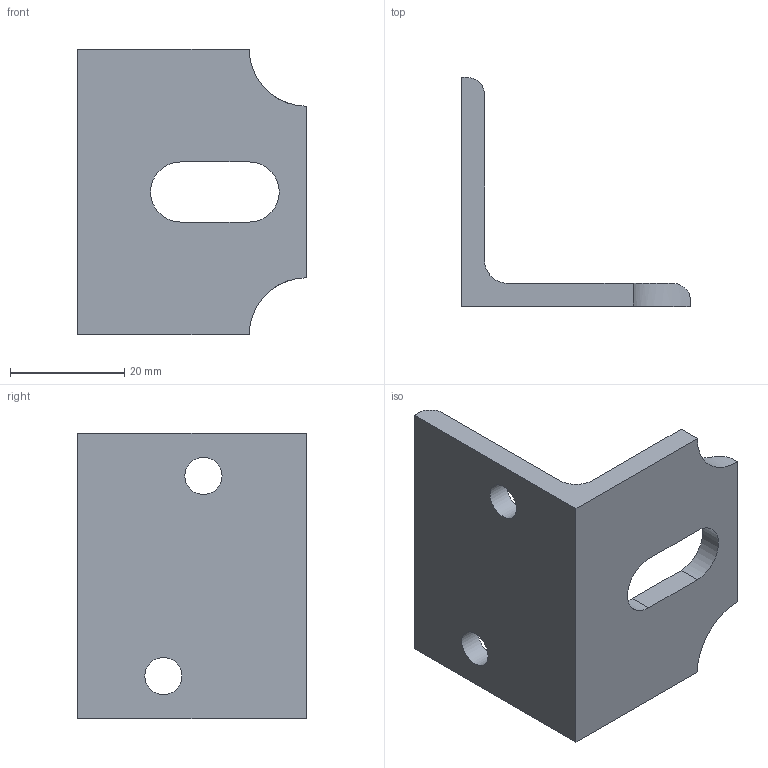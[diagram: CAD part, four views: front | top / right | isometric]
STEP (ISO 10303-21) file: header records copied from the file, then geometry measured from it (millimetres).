
FILE_DESCRIPTION(/* description */ (''),/* implementation_level */ '2;1');
FILE_NAME(/* name */ '9013XA2.stp',/* time_stamp */ '2019-08-23T08:42:52+02:00',/* author */ ('MARC'),/* organization */ (''),/* preprocessor_version */ 'ST-DEVELOPER v17.2',/* originating_system */ 'Autodesk Inventor 2019',/* authorisation */ '');
FILE_SCHEMA (('AUTOMOTIVE_DESIGN { 1 0 10303 214 3 1 1 }'));
Length unit declared in the file: millimetre
Products named in the file (1): 9013
Bounding box: 40 x 40 x 50 mm (x, y, z)
Volume: 13472.9 mm3; surface area: 7903.2 mm2
Topology: 1 solids, 1 shells, 19 faces, 53 edges, 36 vertices
Faces by surface type: plane 10, cylinder 9
Full cylindrical faces by diameter (mm): 6.5 x2
Entity records: 688 total; most frequent: CARTESIAN_POINT 127, DIRECTION 109, ORIENTED_EDGE 106, EDGE_CURVE 53, AXIS2_PLACEMENT_3D 38, VERTEX_POINT 36, LINE 33, VECTOR 33
